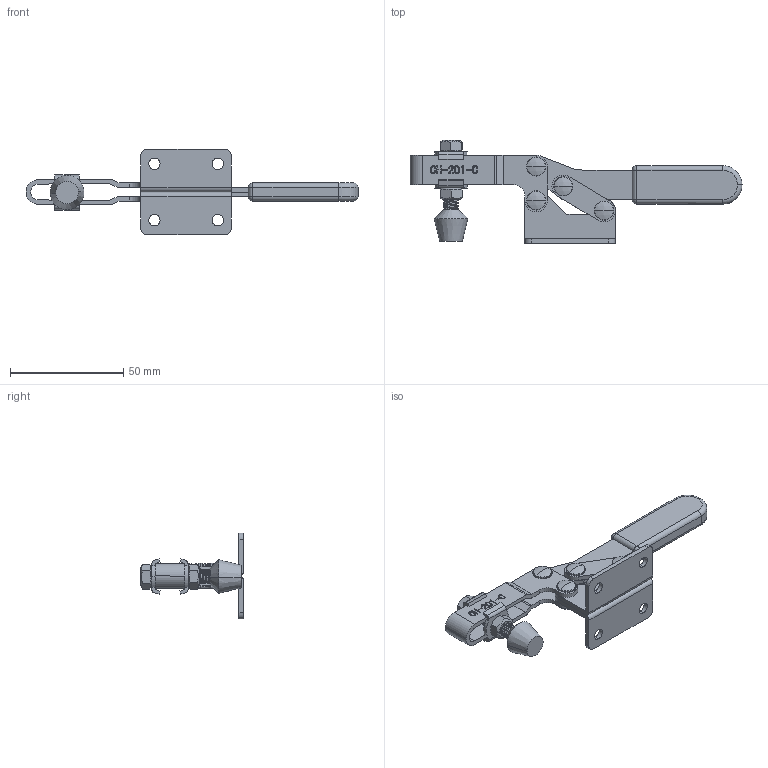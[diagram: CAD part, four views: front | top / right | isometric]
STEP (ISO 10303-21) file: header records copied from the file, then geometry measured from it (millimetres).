
FILE_DESCRIPTION (( 'STEP AP203' ), '1' );
FILE_NAME ('CH-201-C.STEP', '2017-11-11T09:13:19', ( 'Windows' ), ( 'Microsoft' ), 'SwSTEP 2.0', 'SolidWorks 2015', '' );
FILE_SCHEMA (( 'CONFIG_CONTROL_DESIGN' ));
Length unit declared in the file: millimetre
Products named in the file (10): 201-C-05; 201-C-04; 201-C-06; FW140; 14134-01; 14134; CH-201-C陔菁釱; 201-C-02; CH-201-C; 201-C-03
Assembly tree (15 placements, depth 2):
  CH-201-C
    201-C-02
    201-C-03
    201-C-05
    201-C-04  x2
    201-C-06  x4
    FW140  x2
    14134-01  x2
    14134
    CH-201-C陔菁釱
Bounding box: 146.76 x 45.5 x 38 mm (x, y, z)
Volume: 22607.9 mm3; surface area: 25210.4 mm2
Topology: 16 solids, 18 shells, 731 faces, 1919 edges, 1247 vertices
Faces by surface type: plane 257, cylinder 211, bspline 182, torus 36, cone 33, sphere 12
Entity records: 29797 total; most frequent: CARTESIAN_POINT 14739, ORIENTED_EDGE 3256, DIRECTION 2258, EDGE_CURVE 1628, VERTEX_POINT 1071, LINE 866, VECTOR 866, AXIS2_PLACEMENT_3D 696
